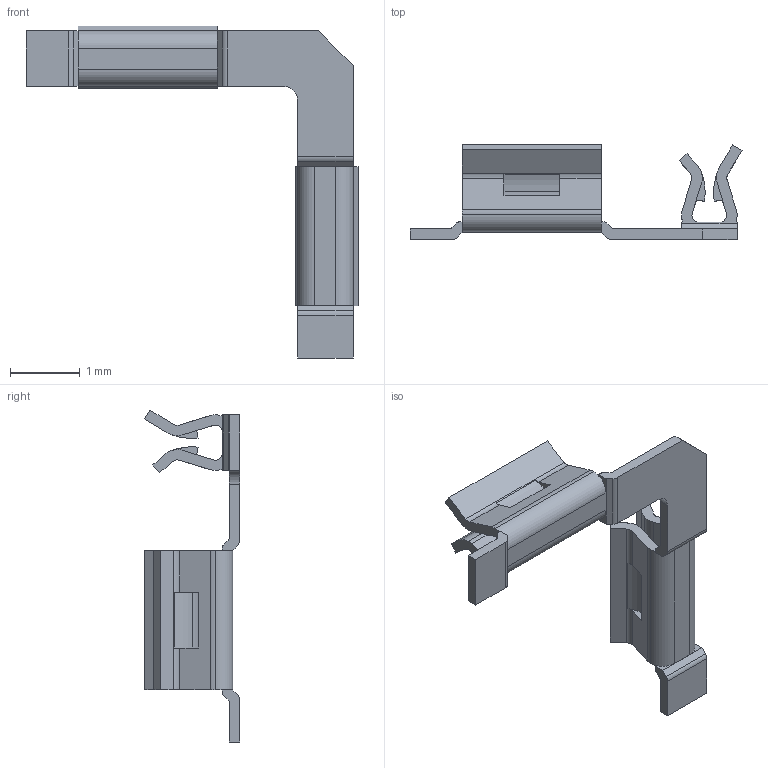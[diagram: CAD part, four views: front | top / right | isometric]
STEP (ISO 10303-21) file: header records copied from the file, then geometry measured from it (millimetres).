
FILE_DESCRIPTION(('FreeCAD Model'),'2;1');
FILE_NAME('TCC.step','2016-01-25T16:11:56',('FreeCAD'),('FreeCAD'), 'Open CASCADE STEP processor 6.7','FreeCAD','Unknown');
FILE_SCHEMA(('AUTOMOTIVE_DESIGN_CC2 { 1 2 10303 214 -1 1 5 4 }'));
Length unit declared in the file: millimetre
Products named in the file (1): TCC
Bounding box: 4.77 x 1.37 x 4.77 mm (x, y, z)
Surface area: 35.7 mm2 (no closed solid volume)
Topology: 0 solids, 146 shells, 146 faces, 873 edges, 873 vertices
Faces by surface type: bspline 92, revolution 54
Entity records: 16938 total; most frequent: CARTESIAN_POINT 5471, DIRECTION 1243, B_SPLINE_CURVE_WITH_KNOTS 875, ORIENTED_EDGE 873, EDGE_CURVE 873, VERTEX_POINT 873, SURFACE_CURVE 873, PCURVE 873
